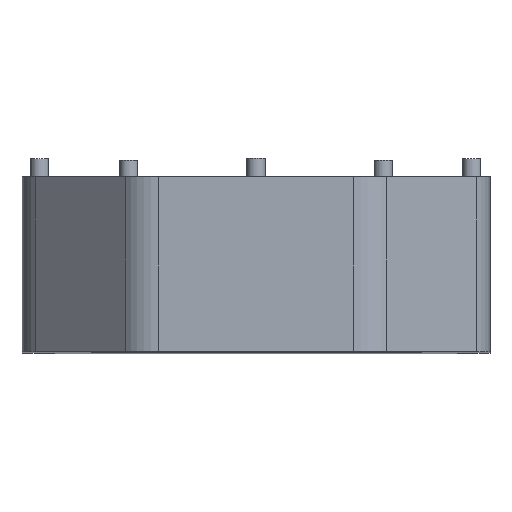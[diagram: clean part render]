
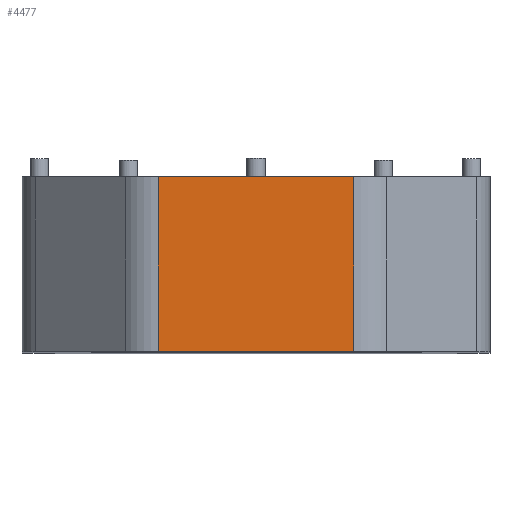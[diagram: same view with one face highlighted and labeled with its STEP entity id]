
A CAD part, top view. The second image highlights one B-rep face of the part: STEP entity #4477.
In plain terms, the highlighted planar face has unit normal (0, 0, 1).
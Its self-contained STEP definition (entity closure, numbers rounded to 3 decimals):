
#261=PLANE('',#4805);
#498=FACE_OUTER_BOUND('',#776,.T.);
#776=EDGE_LOOP('',(#4125,#4126,#4127,#4128));
#921=LINE('',#6450,#1450);
#1062=LINE('',#6725,#1591);
#1316=LINE('',#7258,#1845);
#1317=LINE('',#7259,#1846);
#1450=VECTOR('',#5245,10.);
#1591=VECTOR('',#5468,10.);
#1845=VECTOR('',#5986,10.);
#1846=VECTOR('',#5987,10.);
#2106=VERTEX_POINT('',#6448);
#2107=VERTEX_POINT('',#6449);
#2200=VERTEX_POINT('',#6724);
#2347=VERTEX_POINT('',#7257);
#2546=EDGE_CURVE('',#2106,#2107,#921,.T.);
#2696=EDGE_CURVE('',#2106,#2200,#1062,.T.);
#2963=EDGE_CURVE('',#2347,#2107,#1316,.T.);
#2964=EDGE_CURVE('',#2347,#2200,#1317,.T.);
#4125=ORIENTED_EDGE('',*,*,#2546,.T.);
#4126=ORIENTED_EDGE('',*,*,#2963,.F.);
#4127=ORIENTED_EDGE('',*,*,#2964,.T.);
#4128=ORIENTED_EDGE('',*,*,#2696,.F.);
#4477=ADVANCED_FACE('',(#498),#261,.T.);
#4805=AXIS2_PLACEMENT_3D('',#7256,#5984,#5985);
#5245=DIRECTION('',(-1.,0.,0.));
#5468=DIRECTION('',(0.,-1.,0.));
#5984=DIRECTION('center_axis',(0.,0.,1.));
#5985=DIRECTION('ref_axis',(1.,0.,0.));
#5986=DIRECTION('',(0.,1.,0.));
#5987=DIRECTION('',(1.,0.,0.));
#6448=CARTESIAN_POINT('',(10.654,-11.,122.));
#6449=CARTESIAN_POINT('',(-10.654,-11.,122.));
#6450=CARTESIAN_POINT('',(-12.725,-11.,122.));
#6724=CARTESIAN_POINT('',(10.654,-30.,122.));
#6725=CARTESIAN_POINT('',(10.654,-15.,122.));
#7256=CARTESIAN_POINT('Origin',(-25.45,0.,122.));
#7257=CARTESIAN_POINT('',(-10.654,-30.,122.));
#7258=CARTESIAN_POINT('',(-10.654,-15.,122.));
#7259=CARTESIAN_POINT('',(-12.725,-30.,122.));
